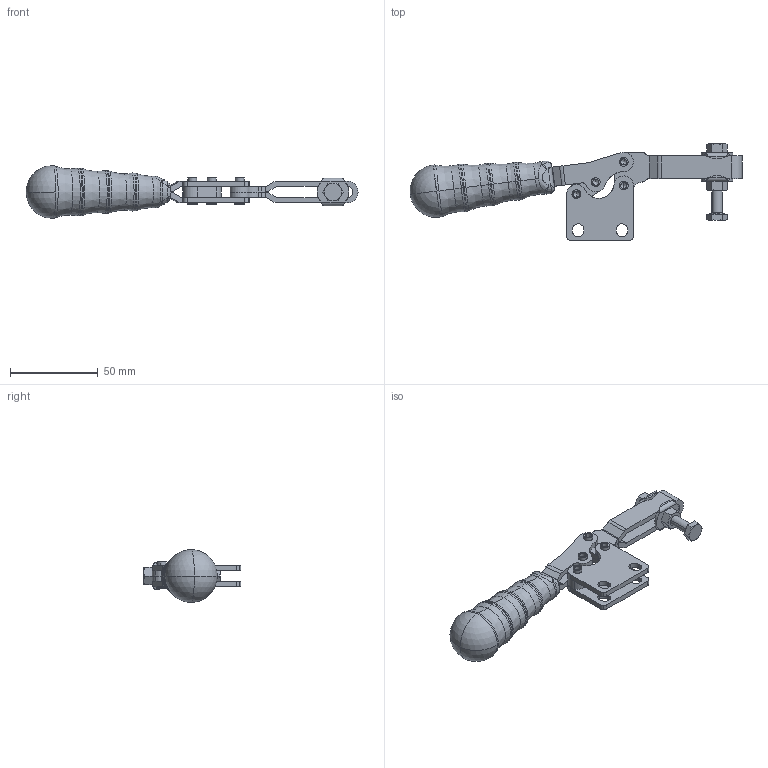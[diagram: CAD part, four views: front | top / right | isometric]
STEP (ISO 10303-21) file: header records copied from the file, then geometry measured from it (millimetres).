
FILE_DESCRIPTION((''),'2;1');
FILE_NAME('122.1.stp','2005-09-27T15:23:58',('Kysilko'),(''),'Autodesk Inventor 8','Autodesk Inventor 8','');
FILE_SCHEMA(('AUTOMOTIVE_DESIGN { 1 0 10303 214 1 1 1 1 }'));
Length unit declared in the file: millimetre
Products named in the file (1): Part13
Bounding box: 189.43 x 55.7 x 30 mm (x, y, z)
Volume: 55464.6 mm3; surface area: 23853.6 mm2
Topology: 1 solids, 3 shells, 1084 faces, 3553 edges, 2126 vertices
Faces by surface type: plane 395, cone 360, cylinder 198, bspline 113, sphere 10, torus 8
Entity records: 46418 total; most frequent: CARTESIAN_POINT 16258, ORIENTED_EDGE 7070, DIRECTION 6194, EDGE_CURVE 3535, AXIS2_PLACEMENT_3D 2385, VERTEX_POINT 2126, VECTOR 1424, LINE 1424
